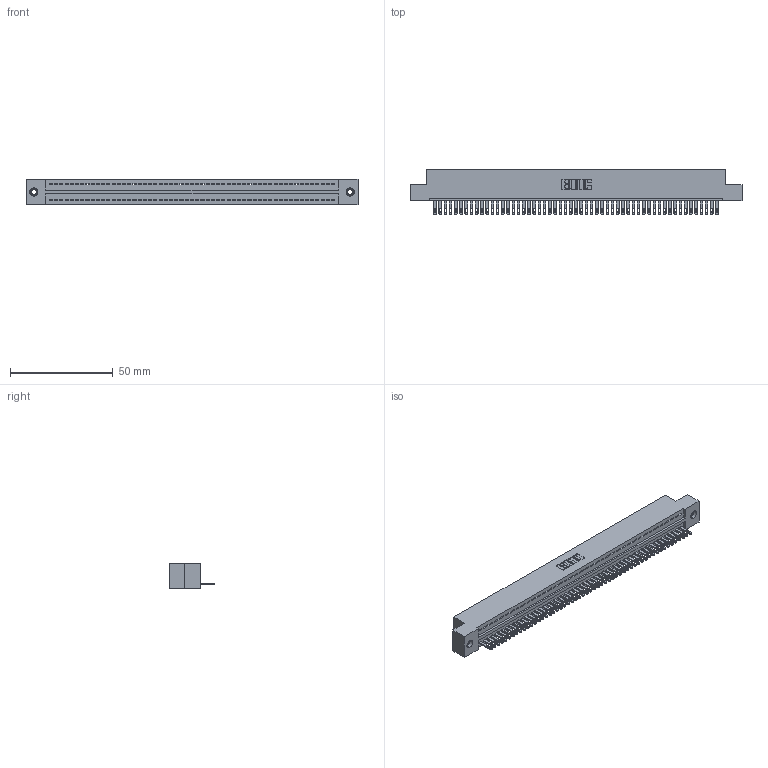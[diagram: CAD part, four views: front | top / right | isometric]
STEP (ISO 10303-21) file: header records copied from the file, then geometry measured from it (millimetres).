
FILE_DESCRIPTION (( 'STEP AP203' ), '1' );
FILE_NAME ('325-055-500-107.STEP', '2020-02-25T01:07:24', ( '' ), ( '' ), 'SwSTEP 2.0', 'SolidWorks 2016', '' );
FILE_SCHEMA (( 'CONFIG_CONTROL_DESIGN' ));
Length unit declared in the file: inch
Products named in the file (4): 325-055-500-107; 325 Part_TI; 345-250-001_345-250-005-103; 325-292-001_325-293-100
Assembly tree (58 placements, depth 2):
  325-055-500-107
    325 Part_TI
    325-292-001_325-293-100  x55
    345-250-001_345-250-005-103  x2
Bounding box: 161.42 x 21.84 x 12.45 mm (x, y, z)
Volume: 20614.8 mm3; surface area: 22898.1 mm2
Topology: 58 solids, 58 shells, 3144 faces, 9687 edges, 6450 vertices
Faces by surface type: plane 2082, cylinder 1046, cone 12, torus 4
Entity records: 33058 total; most frequent: CARTESIAN_POINT 5682, ORIENTED_EDGE 5666, DIRECTION 4801, EDGE_CURVE 2833, LINE 2681, VECTOR 2681, VERTEX_POINT 1884, AXIS2_PLACEMENT_3D 1060
